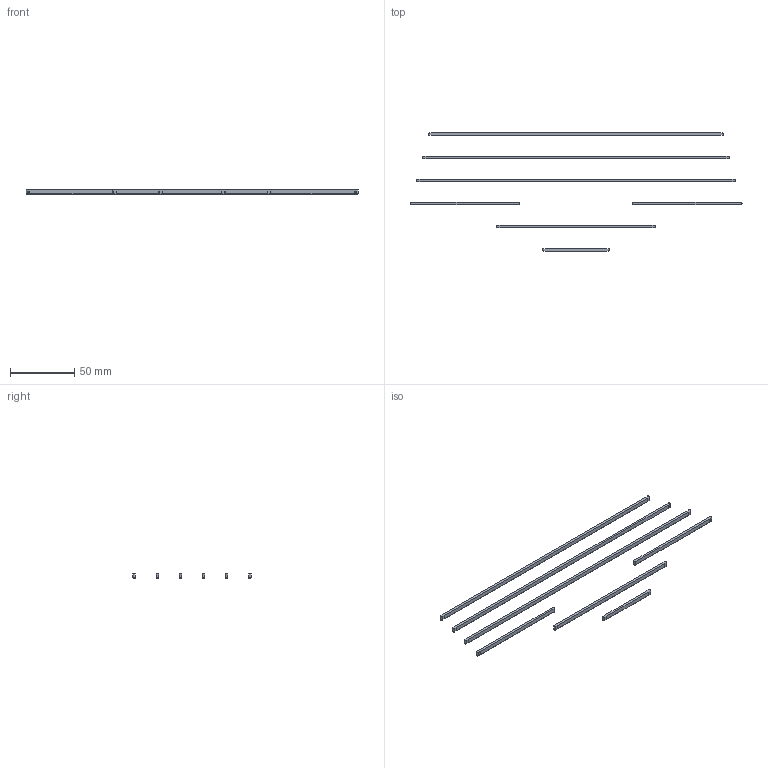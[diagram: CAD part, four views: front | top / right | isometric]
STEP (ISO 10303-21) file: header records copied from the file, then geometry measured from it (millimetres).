
FILE_DESCRIPTION(('FreeCAD Model'),'2;1');
FILE_NAME('Open CASCADE Shape Model','2025-12-02T02:56:56',(''),(''), 'Open CASCADE STEP processor 7.8','FreeCAD','Unknown');
FILE_SCHEMA(('AUTOMOTIVE_DESIGN { 1 0 10303 214 1 1 1 1 }'));
Length unit declared in the file: millimetre
Products named in the file (1): anti-slippery-legs
Bounding box: 258.52 x 92 x 3.4 mm (x, y, z)
Volume: 7143.2 mm3; surface area: 11167.9 mm2
Topology: 7 solids, 7 shells, 126 faces, 280 edges, 168 vertices
Faces by surface type: cylinder 56, plane 56, torus 14
Entity records: 3498 total; most frequent: DIRECTION 632, CARTESIAN_POINT 575, ORIENTED_EDGE 560, EDGE_CURVE 280, AXIS2_PLACEMENT_3D 225, LINE 182, VECTOR 182, VERTEX_POINT 168
